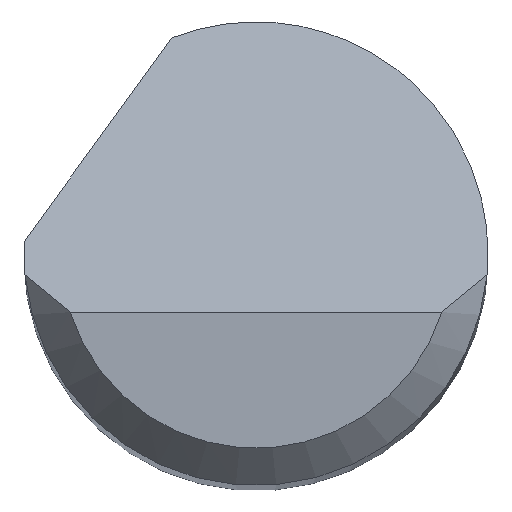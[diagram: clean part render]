
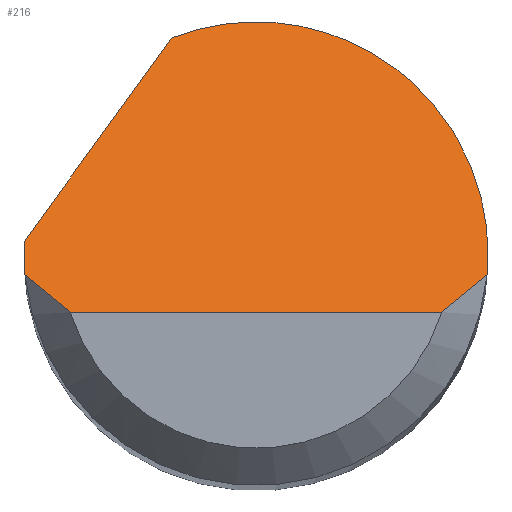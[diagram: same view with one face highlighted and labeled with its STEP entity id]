
A CAD part, top view. The second image highlights one B-rep face of the part: STEP entity #216.
In plain terms, the highlighted planar face has unit normal (0, 0.707, 0.707).
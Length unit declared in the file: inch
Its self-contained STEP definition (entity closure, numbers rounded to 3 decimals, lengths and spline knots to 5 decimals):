
#5 = CARTESIAN_POINT ( 'NONE',  ( 0.09375, 0.07266, 1.40359 ) ) ;
#10 = CARTESIAN_POINT ( 'NONE',  ( -0.08761, -0.01397, 1.49022 ) ) ;
#22 = DIRECTION ( 'NONE',  ( 1., 0., 0. ) ) ;
#24 = VECTOR ( 'NONE', #283, 39.37008 ) ;
#25 = VERTEX_POINT ( 'NONE', #393 ) ;
#37 = ORIENTED_EDGE ( 'NONE', *, *, #309, .F. ) ;
#45 = EDGE_CURVE ( 'NONE', #392, #25, #854, .T. ) ;
#54 = CARTESIAN_POINT ( 'NONE',  ( 0.07508, -0.02375, 1.5 ) ) ;
#69 = CARTESIAN_POINT ( 'NONE',  ( -0.07508, -0.02375, 1.5 ) ) ;
#77 = CARTESIAN_POINT ( 'NONE',  ( -0.09375, 0., 1.47625 ) ) ;
#98 = CARTESIAN_POINT ( 'NONE',  ( 0., -0.02375, 1.5 ) ) ;
#129 = EDGE_CURVE ( 'NONE', #25, #146, #238, .T. ) ;
#130 = CARTESIAN_POINT ( 'NONE',  ( -0.09334, -0.00875, 1.485 ) ) ;
#146 = VERTEX_POINT ( 'NONE', #156 ) ;
#147 = CARTESIAN_POINT ( 'NONE',  ( 0.09361, -0.00584, 1.48209 ) ) ;
#149 = CARTESIAN_POINT ( 'NONE',  ( -0.11014, -0.01781, 1.49406 ) ) ;
#156 = CARTESIAN_POINT ( 'NONE',  ( 0.07508, -0.02375, 1.5 ) ) ;
#185 = CARTESIAN_POINT ( 'NONE',  ( 0.09375, 0., 1.47625 ) ) ;
#216 = ADVANCED_FACE ( 'NONE', ( #579 ), #778, .F. ) ;
#238 = LINE ( 'NONE', #98, #750 ) ;
#251 = ORIENTED_EDGE ( 'NONE', *, *, #740, .F. ) ;
#271 = CARTESIAN_POINT ( 'NONE',  ( 0.09375, 0., 1.47625 ) ) ;
#275 = CARTESIAN_POINT ( 'NONE',  ( -0.09334, -0.00875, 1.485 ) ) ;
#283 = DIRECTION ( 'NONE',  ( 0.456, 0.629, -0.629 ) ) ;
#287 = ORIENTED_EDGE ( 'NONE', *, *, #45, .T. ) ;
#288 =( BOUNDED_CURVE ( )  B_SPLINE_CURVE ( 3, ( #130, #391, #653, #77 ),
 .UNSPECIFIED., .F., .F. ) 
 B_SPLINE_CURVE_WITH_KNOTS ( ( 4, 4 ),
 ( 4.61892, 4.71239 ),
 .UNSPECIFIED. ) 
 CURVE ( )  GEOMETRIC_REPRESENTATION_ITEM ( )  RATIONAL_B_SPLINE_CURVE ( ( 1., 0.999, 0.999, 1. ) ) 
 REPRESENTATION_ITEM ( '' )  );
#306 = ORIENTED_EDGE ( 'NONE', *, *, #613, .T. ) ;
#309 = EDGE_CURVE ( 'NONE', #622, #603, #348, .T. ) ;
#310 = CARTESIAN_POINT ( 'NONE',  ( 0.08157, -0.019, 1.49525 ) ) ;
#323 =( BOUNDED_CURVE ( )  B_SPLINE_CURVE ( 3, ( #528, #672, #5, #271 ),
 .UNSPECIFIED., .F., .F. ) 
 B_SPLINE_CURVE_WITH_KNOTS ( ( 4, 4 ),
 ( 5.91277, 7.85398 ),
 .UNSPECIFIED. ) 
 CURVE ( )  GEOMETRIC_REPRESENTATION_ITEM ( )  RATIONAL_B_SPLINE_CURVE ( ( 1., 0.71, 0.71, 1. ) ) 
 REPRESENTATION_ITEM ( '' )  );
#340 = CARTESIAN_POINT ( 'NONE',  ( 0.09334, -0.00875, 1.485 ) ) ;
#346 = CARTESIAN_POINT ( 'NONE',  ( -0.03394, 0.08739, 1.38886 ) ) ;
#348 =( BOUNDED_CURVE ( )  B_SPLINE_CURVE ( 3, ( #595, #803, #147, #340 ),
 .UNSPECIFIED., .F., .F. ) 
 B_SPLINE_CURVE_WITH_KNOTS ( ( 4, 4 ),
 ( 1.5708, 1.66427 ),
 .UNSPECIFIED. ) 
 CURVE ( )  GEOMETRIC_REPRESENTATION_ITEM ( )  RATIONAL_B_SPLINE_CURVE ( ( 1., 0.999, 0.999, 1. ) ) 
 REPRESENTATION_ITEM ( '' )  );
#350 = LINE ( 'NONE', #149, #24 ) ;
#364 = CARTESIAN_POINT ( 'NONE',  ( -0.09362, 0.005, 1.47125 ) ) ;
#365 = CARTESIAN_POINT ( 'NONE',  ( -0.09362, 0.005, 1.47125 ) ) ;
#379 = VERTEX_POINT ( 'NONE', #346 ) ;
#380 = EDGE_CURVE ( 'NONE', #392, #418, #288, .T. ) ;
#385 = DIRECTION ( 'NONE',  ( 0., -0.707, -0.707 ) ) ;
#391 = CARTESIAN_POINT ( 'NONE',  ( -0.09361, -0.00584, 1.48209 ) ) ;
#392 = VERTEX_POINT ( 'NONE', #275 ) ;
#393 = CARTESIAN_POINT ( 'NONE',  ( -0.07508, -0.02375, 1.5 ) ) ;
#418 = VERTEX_POINT ( 'NONE', #589 ) ;
#419 = CARTESIAN_POINT ( 'NONE',  ( -0.09375, 0.00167, 1.47458 ) ) ;
#428 = ORIENTED_EDGE ( 'NONE', *, *, #479, .F. ) ;
#437 = ORIENTED_EDGE ( 'NONE', *, *, #129, .T. ) ;
#444 = VERTEX_POINT ( 'NONE', #365 ) ;
#452 = CARTESIAN_POINT ( 'NONE',  ( -0.09375, -0.02375, 1.5 ) ) ;
#454 = EDGE_LOOP ( 'NONE', ( #437, #306, #37, #251, #428, #756, #573, #287 ) ) ;
#479 = EDGE_CURVE ( 'NONE', #444, #379, #350, .T. ) ;
#492 = CARTESIAN_POINT ( 'NONE',  ( -0.09375, 0., 1.47625 ) ) ;
#506 = AXIS2_PLACEMENT_3D ( 'NONE', #452, #385, #720 ) ;
#528 = CARTESIAN_POINT ( 'NONE',  ( -0.03394, 0.08739, 1.38886 ) ) ;
#573 = ORIENTED_EDGE ( 'NONE', *, *, #380, .F. ) ;
#574 = CARTESIAN_POINT ( 'NONE',  ( 0.09334, -0.00875, 1.485 ) ) ;
#579 = FACE_OUTER_BOUND ( 'NONE', #454, .T. ) ;
#589 = CARTESIAN_POINT ( 'NONE',  ( -0.09375, 0., 1.47625 ) ) ;
#595 = CARTESIAN_POINT ( 'NONE',  ( 0.09375, 0., 1.47625 ) ) ;
#603 = VERTEX_POINT ( 'NONE', #634 ) ;
#608 = CARTESIAN_POINT ( 'NONE',  ( -0.09371, 0.00333, 1.47292 ) ) ;
#613 = EDGE_CURVE ( 'NONE', #146, #603, #701, .T. ) ;
#622 = VERTEX_POINT ( 'NONE', #185 ) ;
#634 = CARTESIAN_POINT ( 'NONE',  ( 0.09334, -0.00875, 1.485 ) ) ;
#653 = CARTESIAN_POINT ( 'NONE',  ( -0.09375, -0.00292, 1.47917 ) ) ;
#672 = CARTESIAN_POINT ( 'NONE',  ( 0.03379, 0.11369, 1.36256 ) ) ;
#701 = B_SPLINE_CURVE_WITH_KNOTS ( 'NONE', 3,
 ( #54, #310, #768, #574 ),
 .UNSPECIFIED., .F., .F.,
 ( 4, 4 ),
 ( 0., 0.00071 ),
 .UNSPECIFIED. ) ;
#720 = DIRECTION ( 'NONE',  ( 0., 0.707, -0.707 ) ) ;
#729 = CARTESIAN_POINT ( 'NONE',  ( -0.08157, -0.019, 1.49525 ) ) ;
#740 = EDGE_CURVE ( 'NONE', #379, #622, #323, .T. ) ;
#750 = VECTOR ( 'NONE', #22, 39.37008 ) ;
#756 = ORIENTED_EDGE ( 'NONE', *, *, #805, .F. ) ;
#768 = CARTESIAN_POINT ( 'NONE',  ( 0.08761, -0.01397, 1.49022 ) ) ;
#778 = PLANE ( 'NONE',  #506 ) ;
#789 = CARTESIAN_POINT ( 'NONE',  ( -0.09334, -0.00875, 1.485 ) ) ;
#793 =( BOUNDED_CURVE ( )  B_SPLINE_CURVE ( 3, ( #492, #419, #608, #364 ),
 .UNSPECIFIED., .F., .F. ) 
 B_SPLINE_CURVE_WITH_KNOTS ( ( 4, 4 ),
 ( 4.71239, 4.76575 ),
 .UNSPECIFIED. ) 
 CURVE ( )  GEOMETRIC_REPRESENTATION_ITEM ( )  RATIONAL_B_SPLINE_CURVE ( ( 1., 1., 1., 1. ) ) 
 REPRESENTATION_ITEM ( '' )  );
#803 = CARTESIAN_POINT ( 'NONE',  ( 0.09375, -0.00292, 1.47917 ) ) ;
#805 = EDGE_CURVE ( 'NONE', #418, #444, #793, .T. ) ;
#854 = B_SPLINE_CURVE_WITH_KNOTS ( 'NONE', 3,
 ( #789, #10, #729, #69 ),
 .UNSPECIFIED., .F., .F.,
 ( 4, 4 ),
 ( 0., 0.00071 ),
 .UNSPECIFIED. ) ;
